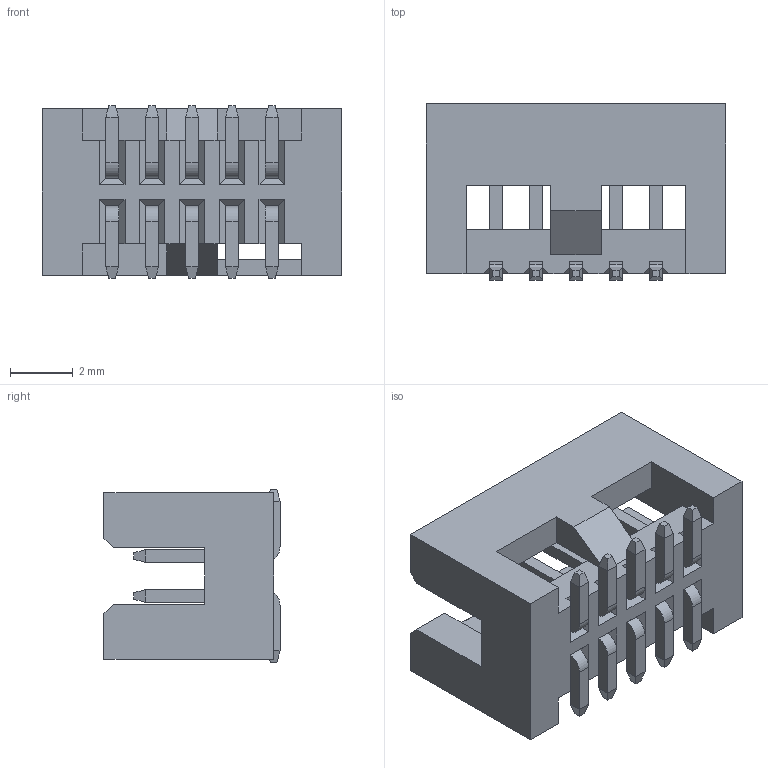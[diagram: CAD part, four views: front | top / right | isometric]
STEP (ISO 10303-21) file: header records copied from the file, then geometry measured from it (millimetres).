
FILE_DESCRIPTION((''),'2;1');
FILE_NAME('20021221-0010_ASM','2021-02-26T',('baoyy'),('AFCI'),'CREO PARAMETRIC BY PTC INC, 2016130','CREO PARAMETRIC BY PTC INC, 2016130','');
FILE_SCHEMA(('AUTOMOTIVE_DESIGN { 1 0 10303 214 1 1 1 1 }'));
Length unit declared in the file: millimetre
Products named in the file (3): 10122285-0010; TERMINAL; 20021221-0010_ASM
Assembly tree (11 placements, depth 2):
  20021221-0010_ASM
    10122285-0010
    TERMINAL  x10
Bounding box: 9.53 x 5.6 x 5.5 mm (x, y, z)
Volume: 132.2 mm3; surface area: 440.7 mm2
Topology: 11 solids, 11 shells, 326 faces, 855 edges, 533 vertices
Faces by surface type: plane 306, cylinder 20
Entity records: 7689 total; most frequent: CARTESIAN_POINT 1006, ORIENTED_EDGE 990, DIRECTION 855, PRESENTATION_STYLE_ASSIGNMENT 497, STYLED_ITEM 497, CURVE_STYLE 495, EDGE_CURVE 495, VECTOR 491
